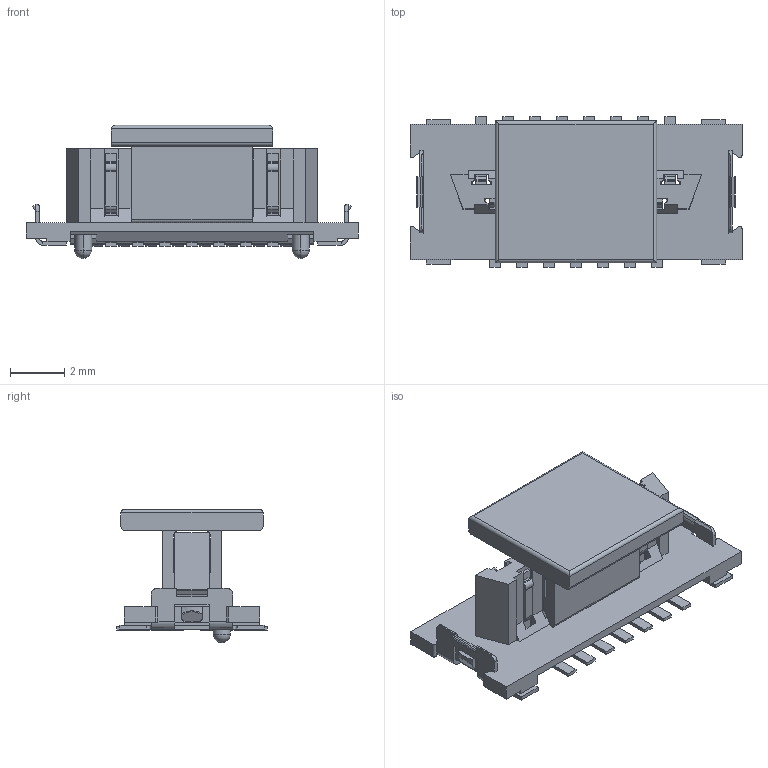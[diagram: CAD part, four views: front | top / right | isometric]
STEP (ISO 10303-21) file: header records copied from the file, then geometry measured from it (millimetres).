
FILE_DESCRIPTION((''),'2;1');
FILE_NAME('91911-WX115LFC','2020-04-29T',('KumarP'),('AFCI'),'CREO PARAMETRIC BY PTC INC, 2016130','CREO PARAMETRIC BY PTC INC, 2016130','');
FILE_SCHEMA(('CONFIG_CONTROL_DESIGN'));
Length unit declared in the file: millimetre
Products named in the file (1): 91911-WX115LFC
Bounding box: 12.29 x 5.59 x 4.93 mm (x, y, z)
Volume: 92 mm3; surface area: 484.3 mm2
Topology: 1 solids, 1 shells, 892 faces, 2688 edges, 1734 vertices
Faces by surface type: plane 644, cylinder 242, sphere 4, bspline 2
Entity records: 30133 total; most frequent: CARTESIAN_POINT 5619, ORIENTED_EDGE 5368, DIRECTION 4866, EDGE_CURVE 2684, VECTOR 2178, LINE 2178, VERTEX_POINT 1734, AXIS2_PLACEMENT_3D 1344
